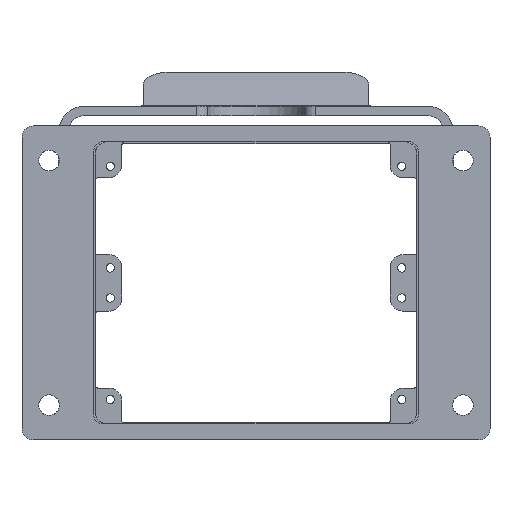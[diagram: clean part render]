
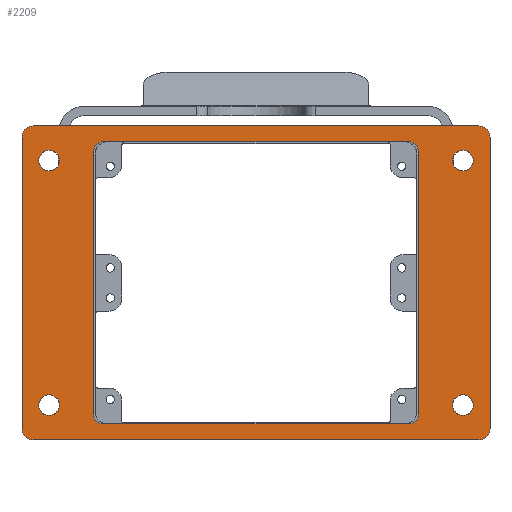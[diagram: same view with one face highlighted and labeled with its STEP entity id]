
A CAD part, front view. The second image highlights one B-rep face of the part: STEP entity #2209.
In plain terms, the highlighted planar face has unit normal (0, -1, 0).
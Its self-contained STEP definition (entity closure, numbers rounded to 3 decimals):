
#1326=FACE_BOUND('',#3280,.T.);
#1327=FACE_BOUND('',#3281,.T.);
#1328=FACE_BOUND('',#3282,.T.);
#1329=FACE_BOUND('',#3283,.T.);
#1330=FACE_BOUND('',#3284,.T.);
#1331=FACE_BOUND('',#3285,.T.);
#1817=CIRCLE('',#9729,2.5);
#1818=CIRCLE('',#9730,2.5);
#1819=CIRCLE('',#9731,2.5);
#1820=CIRCLE('',#9732,2.5);
#1821=CIRCLE('',#9733,2.75);
#1822=CIRCLE('',#9734,2.75);
#1823=CIRCLE('',#9735,2.75);
#1824=CIRCLE('',#9736,2.75);
#1825=CIRCLE('',#9737,3.);
#1826=CIRCLE('',#9738,3.);
#1827=CIRCLE('',#9739,3.);
#1828=CIRCLE('',#9740,3.);
#2209=ADVANCED_FACE('',(#1326,#1327,#1328,#1329,#1330,#1331),#2554,.F.);
#2554=PLANE('',#9741);
#3280=EDGE_LOOP('',(#4616,#4617,#4618,#4619,#4620,#4621,#4622,#4623));
#3281=EDGE_LOOP('',(#4624));
#3282=EDGE_LOOP('',(#4625));
#3283=EDGE_LOOP('',(#4626));
#3284=EDGE_LOOP('',(#4627));
#3285=EDGE_LOOP('',(#4628,#4629,#4630,#4631,#4632,#4633,#4634,#4635));
#4616=ORIENTED_EDGE('',*,*,#7438,.F.);
#4617=ORIENTED_EDGE('',*,*,#7439,.F.);
#4618=ORIENTED_EDGE('',*,*,#7440,.F.);
#4619=ORIENTED_EDGE('',*,*,#7441,.F.);
#4620=ORIENTED_EDGE('',*,*,#7442,.F.);
#4621=ORIENTED_EDGE('',*,*,#7443,.F.);
#4622=ORIENTED_EDGE('',*,*,#7444,.F.);
#4623=ORIENTED_EDGE('',*,*,#7445,.F.);
#4624=ORIENTED_EDGE('',*,*,#7446,.T.);
#4625=ORIENTED_EDGE('',*,*,#7447,.T.);
#4626=ORIENTED_EDGE('',*,*,#7448,.T.);
#4627=ORIENTED_EDGE('',*,*,#7449,.T.);
#4628=ORIENTED_EDGE('',*,*,#7450,.F.);
#4629=ORIENTED_EDGE('',*,*,#7451,.F.);
#4630=ORIENTED_EDGE('',*,*,#7452,.F.);
#4631=ORIENTED_EDGE('',*,*,#7453,.F.);
#4632=ORIENTED_EDGE('',*,*,#7454,.F.);
#4633=ORIENTED_EDGE('',*,*,#7455,.F.);
#4634=ORIENTED_EDGE('',*,*,#7456,.F.);
#4635=ORIENTED_EDGE('',*,*,#7457,.F.);
#6452=VERTEX_POINT('',#16988);
#6453=VERTEX_POINT('',#16989);
#6454=VERTEX_POINT('',#16991);
#6455=VERTEX_POINT('',#16993);
#6456=VERTEX_POINT('',#16995);
#6457=VERTEX_POINT('',#16997);
#6458=VERTEX_POINT('',#16999);
#6459=VERTEX_POINT('',#17001);
#6460=VERTEX_POINT('',#17004);
#6461=VERTEX_POINT('',#17006);
#6462=VERTEX_POINT('',#17008);
#6463=VERTEX_POINT('',#17010);
#6464=VERTEX_POINT('',#17012);
#6465=VERTEX_POINT('',#17013);
#6466=VERTEX_POINT('',#17015);
#6467=VERTEX_POINT('',#17017);
#6468=VERTEX_POINT('',#17019);
#6469=VERTEX_POINT('',#17021);
#6470=VERTEX_POINT('',#17023);
#6471=VERTEX_POINT('',#17025);
#7438=EDGE_CURVE('',#6452,#6453,#8341,.T.);
#7439=EDGE_CURVE('',#6454,#6452,#1817,.T.);
#7440=EDGE_CURVE('',#6455,#6454,#8342,.T.);
#7441=EDGE_CURVE('',#6456,#6455,#1818,.T.);
#7442=EDGE_CURVE('',#6457,#6456,#8343,.T.);
#7443=EDGE_CURVE('',#6458,#6457,#1819,.T.);
#7444=EDGE_CURVE('',#6459,#6458,#8344,.T.);
#7445=EDGE_CURVE('',#6453,#6459,#1820,.T.);
#7446=EDGE_CURVE('',#6460,#6460,#1821,.T.);
#7447=EDGE_CURVE('',#6461,#6461,#1822,.T.);
#7448=EDGE_CURVE('',#6462,#6462,#1823,.T.);
#7449=EDGE_CURVE('',#6463,#6463,#1824,.T.);
#7450=EDGE_CURVE('',#6464,#6465,#8345,.T.);
#7451=EDGE_CURVE('',#6466,#6464,#1825,.T.);
#7452=EDGE_CURVE('',#6467,#6466,#8346,.T.);
#7453=EDGE_CURVE('',#6468,#6467,#1826,.T.);
#7454=EDGE_CURVE('',#6469,#6468,#8347,.T.);
#7455=EDGE_CURVE('',#6470,#6469,#1827,.T.);
#7456=EDGE_CURVE('',#6471,#6470,#8348,.T.);
#7457=EDGE_CURVE('',#6465,#6471,#1828,.T.);
#8341=LINE('',#16987,#8967);
#8342=LINE('',#16992,#8968);
#8343=LINE('',#16996,#8969);
#8344=LINE('',#17000,#8970);
#8345=LINE('',#17011,#8971);
#8346=LINE('',#17016,#8972);
#8347=LINE('',#17020,#8973);
#8348=LINE('',#17024,#8974);
#8967=VECTOR('',#11173,1.);
#8968=VECTOR('',#11176,1.);
#8969=VECTOR('',#11179,1.);
#8970=VECTOR('',#11182,1.);
#8971=VECTOR('',#11193,1.);
#8972=VECTOR('',#11196,1.);
#8973=VECTOR('',#11199,1.);
#8974=VECTOR('',#11202,1.);
#9729=AXIS2_PLACEMENT_3D('',#16990,#11174,#11175);
#9730=AXIS2_PLACEMENT_3D('',#16994,#11177,#11178);
#9731=AXIS2_PLACEMENT_3D('',#16998,#11180,#11181);
#9732=AXIS2_PLACEMENT_3D('',#17002,#11183,#11184);
#9733=AXIS2_PLACEMENT_3D('',#17003,#11185,#11186);
#9734=AXIS2_PLACEMENT_3D('',#17005,#11187,#11188);
#9735=AXIS2_PLACEMENT_3D('',#17007,#11189,#11190);
#9736=AXIS2_PLACEMENT_3D('',#17009,#11191,#11192);
#9737=AXIS2_PLACEMENT_3D('',#17014,#11194,#11195);
#9738=AXIS2_PLACEMENT_3D('',#17018,#11197,#11198);
#9739=AXIS2_PLACEMENT_3D('',#17022,#11200,#11201);
#9740=AXIS2_PLACEMENT_3D('',#17026,#11203,#11204);
#9741=AXIS2_PLACEMENT_3D('',#17027,#11205,#11206);
#11173=DIRECTION('',(0.,0.,-1.));
#11174=DIRECTION('',(0.,-1.,0.));
#11175=DIRECTION('',(1.,0.,0.));
#11176=DIRECTION('',(-1.,0.,0.));
#11177=DIRECTION('',(0.,-1.,0.));
#11178=DIRECTION('',(1.,0.,0.));
#11179=DIRECTION('',(0.,0.,1.));
#11180=DIRECTION('',(0.,-1.,0.));
#11181=DIRECTION('',(1.,0.,0.));
#11182=DIRECTION('',(1.,0.,0.));
#11183=DIRECTION('',(0.,-1.,0.));
#11184=DIRECTION('',(1.,0.,0.));
#11185=DIRECTION('',(0.,1.,0.));
#11186=DIRECTION('',(1.,0.,0.));
#11187=DIRECTION('',(0.,1.,0.));
#11188=DIRECTION('',(1.,0.,0.));
#11189=DIRECTION('',(0.,1.,0.));
#11190=DIRECTION('',(1.,0.,0.));
#11191=DIRECTION('',(0.,1.,0.));
#11192=DIRECTION('',(1.,0.,0.));
#11193=DIRECTION('',(0.,0.,1.));
#11194=DIRECTION('',(0.,1.,0.));
#11195=DIRECTION('',(1.,0.,0.));
#11196=DIRECTION('',(-1.,0.,0.));
#11197=DIRECTION('',(0.,1.,0.));
#11198=DIRECTION('',(1.,0.,0.));
#11199=DIRECTION('',(0.,0.,-1.));
#11200=DIRECTION('',(0.,1.,0.));
#11201=DIRECTION('',(1.,0.,0.));
#11202=DIRECTION('',(1.,0.,0.));
#11203=DIRECTION('',(0.,1.,0.));
#11204=DIRECTION('',(1.,0.,0.));
#11205=DIRECTION('',(0.,1.,0.));
#11206=DIRECTION('',(1.,0.,0.));
#16987=CARTESIAN_POINT('',(100.934,66.909,35.));
#16988=CARTESIAN_POINT('',(100.934,66.909,35.));
#16989=CARTESIAN_POINT('',(100.934,66.909,-35.));
#16990=CARTESIAN_POINT('',(103.434,66.909,35.));
#16991=CARTESIAN_POINT('',(103.434,66.909,37.5));
#16992=CARTESIAN_POINT('',(184.834,66.909,37.5));
#16993=CARTESIAN_POINT('',(184.834,66.909,37.5));
#16994=CARTESIAN_POINT('',(184.834,66.909,35.));
#16995=CARTESIAN_POINT('',(187.334,66.909,35.));
#16996=CARTESIAN_POINT('',(187.334,66.909,-35.));
#16997=CARTESIAN_POINT('',(187.334,66.909,-35.));
#16998=CARTESIAN_POINT('',(184.834,66.909,-35.));
#16999=CARTESIAN_POINT('',(184.834,66.909,-37.5));
#17000=CARTESIAN_POINT('',(103.434,66.909,-37.5));
#17001=CARTESIAN_POINT('',(103.434,66.909,-37.5));
#17002=CARTESIAN_POINT('',(103.434,66.909,-35.));
#17003=CARTESIAN_POINT('',(199.134,66.909,-32.5));
#17004=CARTESIAN_POINT('',(201.884,66.909,-32.5));
#17005=CARTESIAN_POINT('',(199.134,66.909,32.5));
#17006=CARTESIAN_POINT('',(201.884,66.909,32.5));
#17007=CARTESIAN_POINT('',(89.134,66.909,-32.5));
#17008=CARTESIAN_POINT('',(91.884,66.909,-32.5));
#17009=CARTESIAN_POINT('',(89.134,66.909,32.5));
#17010=CARTESIAN_POINT('',(91.884,66.909,32.5));
#17011=CARTESIAN_POINT('',(81.934,66.909,-38.75));
#17012=CARTESIAN_POINT('',(81.934,66.909,-38.75));
#17013=CARTESIAN_POINT('',(81.934,66.909,38.75));
#17014=CARTESIAN_POINT('',(84.934,66.909,-38.75));
#17015=CARTESIAN_POINT('',(84.934,66.909,-41.75));
#17016=CARTESIAN_POINT('',(203.334,66.909,-41.75));
#17017=CARTESIAN_POINT('',(203.334,66.909,-41.75));
#17018=CARTESIAN_POINT('',(203.334,66.909,-38.75));
#17019=CARTESIAN_POINT('',(206.334,66.909,-38.75));
#17020=CARTESIAN_POINT('',(206.334,66.909,38.75));
#17021=CARTESIAN_POINT('',(206.334,66.909,38.75));
#17022=CARTESIAN_POINT('',(203.334,66.909,38.75));
#17023=CARTESIAN_POINT('',(203.334,66.909,41.75));
#17024=CARTESIAN_POINT('',(84.934,66.909,41.75));
#17025=CARTESIAN_POINT('',(84.934,66.909,41.75));
#17026=CARTESIAN_POINT('',(84.934,66.909,38.75));
#17027=CARTESIAN_POINT('',(84.934,66.909,38.75));
